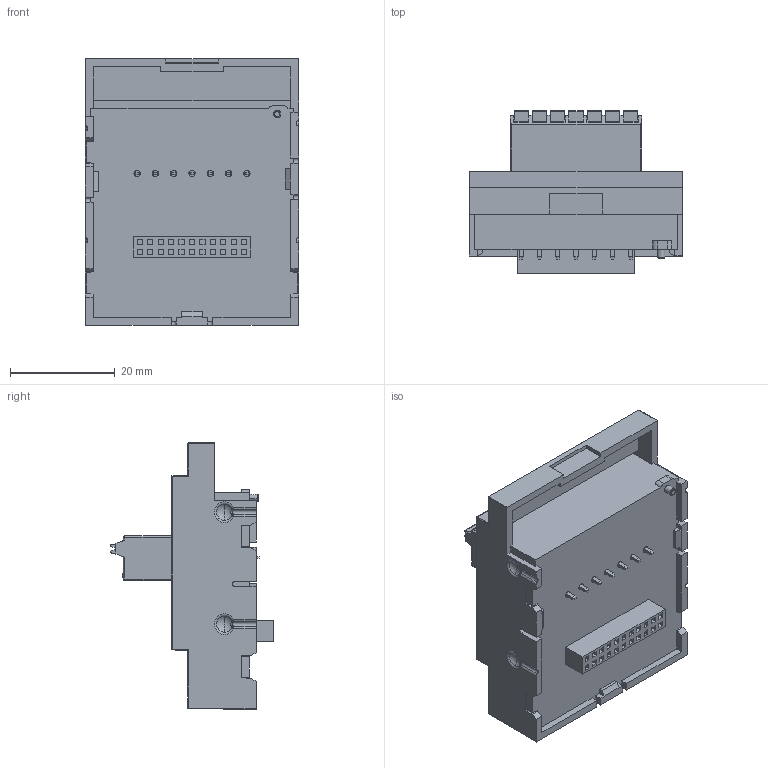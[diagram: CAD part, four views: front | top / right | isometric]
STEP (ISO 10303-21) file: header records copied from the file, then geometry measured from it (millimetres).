
FILE_DESCRIPTION((''),'2;1');
FILE_NAME('HCMXB-2RS232-200-BD_ASM','2026-03-11T10:53:13',('YUE.WEI'),(''),'CREO PARAMETRIC BY PTC INC, 2018400','CREO PARAMETRIC BY PTC INC, 2018400','');
FILE_SCHEMA(('CONFIG_CONTROL_DESIGN','SHAPE_APPEARANCE_LAYERS_GROUPS'));
Products named in the file (6): 232-1_1_1_1; 232-1_1_2_1; 232-1_1_3_1; 232-1_1_ASM_1_ASM; 232-1_ASM_1_ASM; HCMXB-2RS232-200-BD_ASM
Assembly tree (5 placements, depth 4):
  HCMXB-2RS232-200-BD_ASM
    232-1_ASM_1_ASM
      232-1_1_ASM_1_ASM
        232-1_1_1_1
        232-1_1_2_1
        232-1_1_3_1
Bounding box: 40.8 x 31.15 x 51 mm (x, y, z)
Volume: 22087.9 mm3; surface area: 14585.5 mm2
Topology: 3 solids, 13 shells, 2394 faces, 6572 edges, 4221 vertices
Faces by surface type: plane 1784, cylinder 456, cone 68, bspline 42, torus 22, sphere 14, revolution 8
Entity records: 79186 total; most frequent: CARTESIAN_POINT 16297, ORIENTED_EDGE 12905, DIRECTION 11901, EDGE_CURVE 6500, VECTOR 5247, LINE 5247, VERTEX_POINT 4221, AXIS2_PLACEMENT_3D 3323
